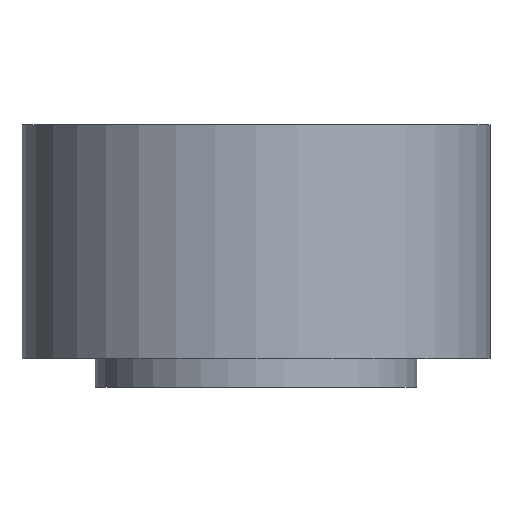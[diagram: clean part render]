
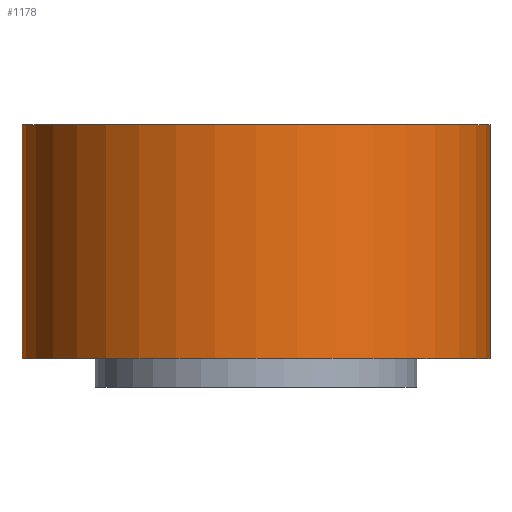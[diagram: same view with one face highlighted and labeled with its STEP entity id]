
A CAD part, front view. The second image highlights one B-rep face of the part: STEP entity #1178.
In plain terms, the highlighted cylindrical face has radius 80.01 mm (diameter 160.02 mm), a partial arc.
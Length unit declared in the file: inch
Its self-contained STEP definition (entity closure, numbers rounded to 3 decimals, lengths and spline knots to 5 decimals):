
#16 = CARTESIAN_POINT ( 'NONE',  ( -3.15, 0., 0. ) ) ;
#17 = VERTEX_POINT ( 'NONE', #211 ) ;
#28 = EDGE_CURVE ( 'NONE', #137, #492, #266, .T. ) ;
#30 = EDGE_LOOP ( 'NONE', ( #128, #83, #813, #475 ) ) ;
#37 = DIRECTION ( 'NONE',  ( 0., 0., 1. ) ) ;
#83 = ORIENTED_EDGE ( 'NONE', *, *, #276, .T. ) ;
#128 = ORIENTED_EDGE ( 'NONE', *, *, #28, .F. ) ;
#137 = VERTEX_POINT ( 'NONE', #1124 ) ;
#142 = VERTEX_POINT ( 'NONE', #892 ) ;
#171 = AXIS2_PLACEMENT_3D ( 'NONE', #493, #437, #463 ) ;
#199 = FACE_OUTER_BOUND ( 'NONE', #30, .T. ) ;
#201 = DIRECTION ( 'NONE',  ( 0., 0., 1. ) ) ;
#211 = CARTESIAN_POINT ( 'NONE',  ( 3.15, 0., -3.15 ) ) ;
#266 = LINE ( 'NONE', #762, #270 ) ;
#270 = VECTOR ( 'NONE', #371, 39.37008 ) ;
#276 = EDGE_CURVE ( 'NONE', #137, #17, #970, .T. ) ;
#371 = DIRECTION ( 'NONE',  ( 0., 0., 1. ) ) ;
#401 = AXIS2_PLACEMENT_3D ( 'NONE', #515, #201, #430 ) ;
#414 = DIRECTION ( 'NONE',  ( 1., 0., 0. ) ) ;
#430 = DIRECTION ( 'NONE',  ( 1., 0., 0. ) ) ;
#437 = DIRECTION ( 'NONE',  ( 0., 0., 1. ) ) ;
#463 = DIRECTION ( 'NONE',  ( 1., 0., 0. ) ) ;
#475 = ORIENTED_EDGE ( 'NONE', *, *, #603, .F. ) ;
#492 = VERTEX_POINT ( 'NONE', #16 ) ;
#493 = CARTESIAN_POINT ( 'NONE',  ( 0., 0., -3.15 ) ) ;
#515 = CARTESIAN_POINT ( 'NONE',  ( 0., 0., 0. ) ) ;
#561 = CARTESIAN_POINT ( 'NONE',  ( 0., 0., 0. ) ) ;
#603 = EDGE_CURVE ( 'NONE', #492, #142, #869, .T. ) ;
#751 = EDGE_CURVE ( 'NONE', #17, #142, #1104, .T. ) ;
#762 = CARTESIAN_POINT ( 'NONE',  ( -3.15, 0., 0. ) ) ;
#813 = ORIENTED_EDGE ( 'NONE', *, *, #751, .T. ) ;
#832 = CYLINDRICAL_SURFACE ( 'NONE', #401, 3.15 ) ;
#869 = CIRCLE ( 'NONE', #1153, 3.15 ) ;
#890 = DIRECTION ( 'NONE',  ( 0., 0., 1. ) ) ;
#892 = CARTESIAN_POINT ( 'NONE',  ( 3.15, 0., 0. ) ) ;
#970 = CIRCLE ( 'NONE', #171, 3.15 ) ;
#1092 = VECTOR ( 'NONE', #37, 39.37008 ) ;
#1104 = LINE ( 'NONE', #1223, #1092 ) ;
#1124 = CARTESIAN_POINT ( 'NONE',  ( -3.15, 0., -3.15 ) ) ;
#1153 = AXIS2_PLACEMENT_3D ( 'NONE', #561, #890, #414 ) ;
#1178 = ADVANCED_FACE ( 'NONE', ( #199 ), #832, .T. ) ;
#1223 = CARTESIAN_POINT ( 'NONE',  ( 3.15, 0., 0. ) ) ;
